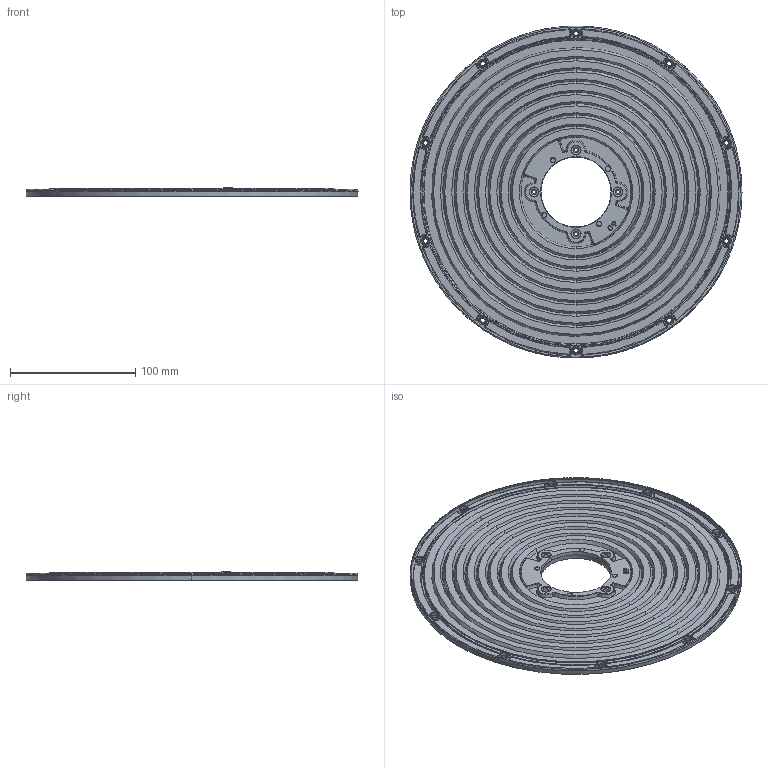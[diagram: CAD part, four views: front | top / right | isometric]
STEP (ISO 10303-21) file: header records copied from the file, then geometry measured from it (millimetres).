
FILE_DESCRIPTION (( 'STEP AP203' ), '1' );
FILE_NAME ('UFO265-TXX-K56-20210814-KH.STP', '2021-10-14T05:38:49', ( 'Windows 蚚誧' ), ( '' ), 'SwSTEP 2.0', 'SolidWorks 2019', '' );
FILE_SCHEMA (( 'CONFIG_CONTROL_DESIGN' ));
Length unit declared in the file: millimetre
Products named in the file (1): UFO265-TXX-K56-20210814-KH
Bounding box: 265 x 264.99 x 6.7 mm (x, y, z)
Volume: 188929.7 mm3; surface area: 139622.3 mm2
Topology: 1 solids, 1 shells, 923 faces, 2305 edges, 1434 vertices
Faces by surface type: cone 297, bspline 279, torus 133, plane 129, cylinder 80, sphere 5
Entity records: 52862 total; most frequent: CARTESIAN_POINT 33942, ORIENTED_EDGE 4584, DIRECTION 3053, EDGE_CURVE 2292, VERTEX_POINT 1430, AXIS2_PLACEMENT_3D 1369, B_SPLINE_CURVE_WITH_KNOTS 1134, EDGE_LOOP 1012
